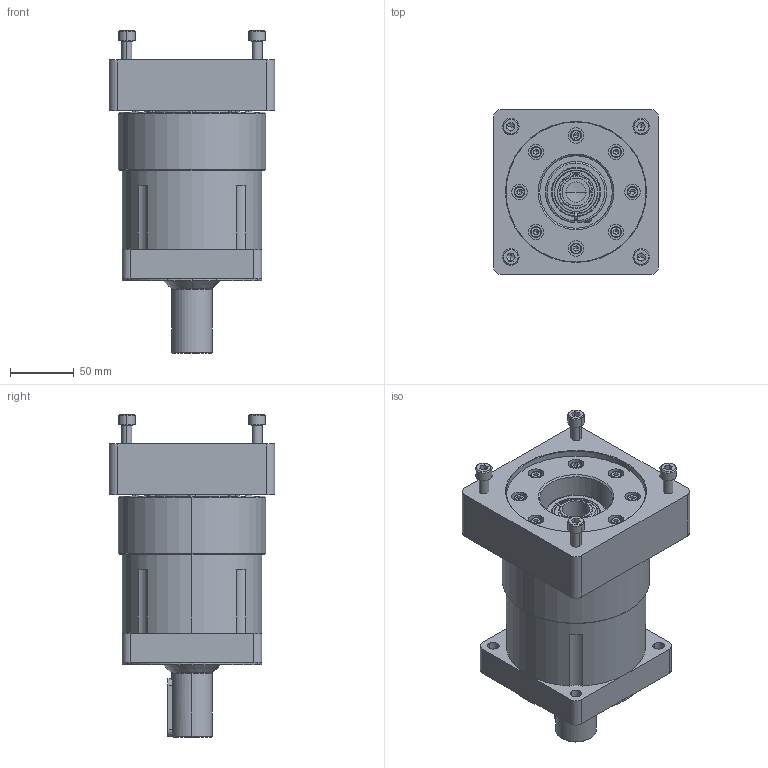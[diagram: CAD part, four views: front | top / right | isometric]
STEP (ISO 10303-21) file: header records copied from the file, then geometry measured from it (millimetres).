
FILE_DESCRIPTION (( 'STEP AP203' ), '1' );
FILE_NAME ('HPGA116-135A5.step', '2021-05-24T11:38:44', ( '' ), ( '' ), 'SwSTEP 2.0', 'SolidWorks 2021', '' );
FILE_SCHEMA (( 'CONFIG_CONTROL_DESIGN' ));
Length unit declared in the file: inch
Products named in the file (1): HPGA116-135A5
Bounding box: 130 x 130 x 253.57 mm (x, y, z)
Volume: 1966737.5 mm3; surface area: 179810.2 mm2
Topology: 5 solids, 33 shells, 1159 faces, 2860 edges, 1791 vertices
Faces by surface type: plane 522, cylinder 356, cone 230, bspline 51
Entity records: 37587 total; most frequent: CARTESIAN_POINT 9882, DIRECTION 5960, ORIENTED_EDGE 5604, EDGE_CURVE 2802, AXIS2_PLACEMENT_3D 2272, VERTEX_POINT 1791, LINE 1416, VECTOR 1416
